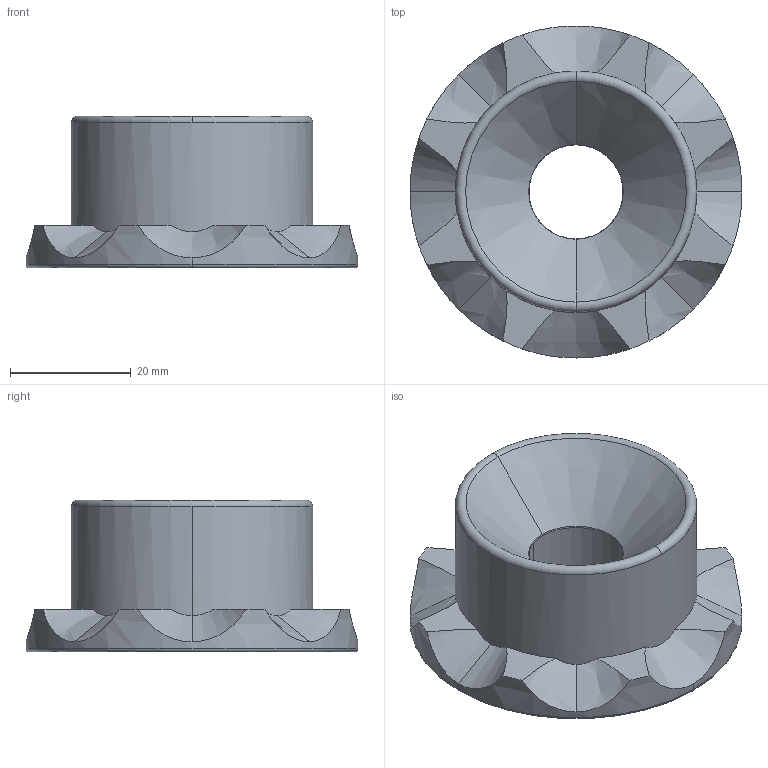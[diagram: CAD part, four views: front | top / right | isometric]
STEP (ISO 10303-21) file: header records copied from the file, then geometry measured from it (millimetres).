
FILE_DESCRIPTION(('FreeCAD Model'),'2;1');
FILE_NAME('3D-KT5-SAR.step', '2020-05-04T09:49:17',('Author'),(''), 'Open CASCADE STEP processor 7.2','FreeCAD','Unknown');
FILE_SCHEMA(('AUTOMOTIVE_DESIGN { 1 0 10303 214 1 1 1 1 }'));
Length unit declared in the file: millimetre
Products named in the file (1): 10004759567
Bounding box: 55 x 55 x 25.08 mm (x, y, z)
Volume: 12453.3 mm3; surface area: 12169 mm2
Topology: 1 solids, 1 shells, 87 faces, 226 edges, 146 vertices
Faces by surface type: cylinder 32, plane 19, torus 14, bspline 14, cone 8
Entity records: 11688 total; most frequent: CARTESIAN_POINT 7580, DIRECTION 641, ORIENTED_EDGE 452, PCURVE 452, DEFINITIONAL_REPRESENTATION 452, LINE 290, VECTOR 290, B_SPLINE_CURVE_WITH_KNOTS 246
